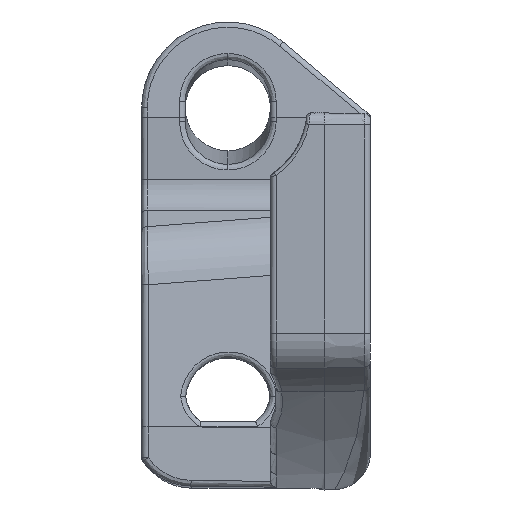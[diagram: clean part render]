
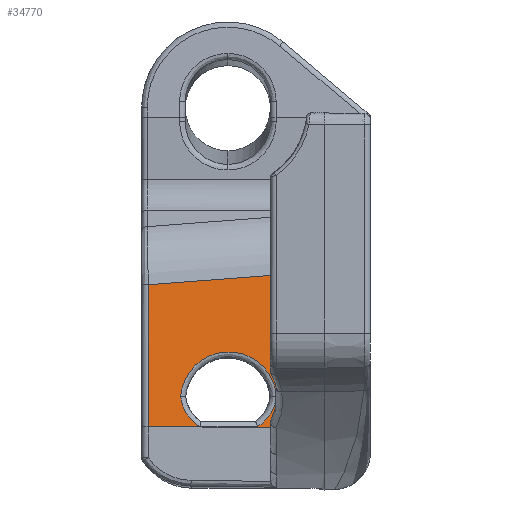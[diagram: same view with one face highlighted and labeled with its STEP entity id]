
A CAD part, left-side view. The second image highlights one B-rep face of the part: STEP entity #34770.
In plain terms, the highlighted planar face has unit normal (-0.989, -0.139, 0.052).
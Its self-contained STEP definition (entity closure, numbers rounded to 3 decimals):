
#2780=CARTESIAN_POINT('',(-19.21,-4.238,
-12.36));
#2781=CARTESIAN_POINT('',(-19.204,-4.227,
-12.223));
#2782=CARTESIAN_POINT('',(-19.195,-4.193,
-11.95));
#2783=CARTESIAN_POINT('',(-19.186,-4.101,
-11.545));
#2784=CARTESIAN_POINT('',(-19.184,-3.97,
-11.152));
#2785=CARTESIAN_POINT('',(-19.188,-3.8,
-10.774));
#2786=CARTESIAN_POINT('',(-19.198,-3.594,
-10.415));
#2787=CARTESIAN_POINT('',(-19.215,-3.354,
-10.077));
#2788=CARTESIAN_POINT('',(-19.237,-3.08,
-9.764));
#2789=CARTESIAN_POINT('',(-19.264,-2.777,
-9.48));
#2790=CARTESIAN_POINT('',(-19.298,-2.447,
-9.227));
#2791=CARTESIAN_POINT('',(-19.336,-2.092,
-9.008));
#2792=CARTESIAN_POINT('',(-19.379,-1.718,
-8.825));
#2793=CARTESIAN_POINT('',(-19.427,-1.326,
-8.68));
#2794=CARTESIAN_POINT('',(-19.478,-0.921,
-8.575));
#2795=CARTESIAN_POINT('',(-19.533,-0.507,
-8.51));
#2796=CARTESIAN_POINT('',(-19.591,-0.089,
-8.487));
#2797=CARTESIAN_POINT('',(-19.651,0.33,
-8.506));
#2798=CARTESIAN_POINT('',(-19.712,0.746,
-8.567));
#2799=CARTESIAN_POINT('',(-19.775,1.153,
-8.67));
#2800=CARTESIAN_POINT('',(-19.838,1.549,
-8.812));
#2801=CARTESIAN_POINT('',(-19.901,1.927,
-8.994));
#2802=CARTESIAN_POINT('',(-19.963,2.286,
-9.213));
#2803=CARTESIAN_POINT('',(-20.023,2.621,
-9.466));
#2804=CARTESIAN_POINT('',(-20.082,2.928,
-9.751));
#2805=CARTESIAN_POINT('',(-20.137,3.205,
-10.065));
#2806=CARTESIAN_POINT('',(-20.189,3.449,
-10.405));
#2807=CARTESIAN_POINT('',(-20.238,3.658,
-10.767));
#2808=CARTESIAN_POINT('',(-20.282,3.829,
-11.148));
#2809=CARTESIAN_POINT('',(-20.321,3.962,
-11.543));
#2810=CARTESIAN_POINT('',(-20.355,4.054,
-11.949));
#2811=CARTESIAN_POINT('',(-20.374,4.088,
-12.222));
#2812=CARTESIAN_POINT('',(-20.383,4.099,
-12.36));
#2871=DIRECTION('',(0.139,-0.99,0.));
#2872=VECTOR('',#2871,5.061);
#2873=CARTESIAN_POINT('',(-20.287,2.436,
-14.994));
#2874=LINE('',#2873,#2872);
#2878=CARTESIAN_POINT('',(-19.582,-2.575,
-14.994));
#2879=CARTESIAN_POINT('',(-19.566,-2.667,
-14.938));
#2880=CARTESIAN_POINT('',(-19.535,-2.844,
-14.819));
#2881=CARTESIAN_POINT('',(-19.489,-3.092,
-14.617));
#2882=CARTESIAN_POINT('',(-19.445,-3.321,
-14.393));
#2883=CARTESIAN_POINT('',(-19.404,-3.528,
-14.149));
#2884=CARTESIAN_POINT('',(-19.364,-3.711,
-13.888));
#2885=CARTESIAN_POINT('',(-19.327,-3.87,
-13.612));
#2886=CARTESIAN_POINT('',(-19.293,-4.003,
-13.323));
#2887=CARTESIAN_POINT('',(-19.262,-4.111,
-13.018));
#2888=CARTESIAN_POINT('',(-19.233,-4.193,
-12.692));
#2889=CARTESIAN_POINT('',(-19.217,-4.226,
-12.472));
#2890=CARTESIAN_POINT('',(-19.21,-4.238,
-12.36));
#2895=CARTESIAN_POINT('',(-20.383,4.099,
-12.36));
#2896=CARTESIAN_POINT('',(-20.387,4.088,
-12.466));
#2897=CARTESIAN_POINT('',(-20.394,4.057,
-12.675));
#2898=CARTESIAN_POINT('',(-20.399,3.982,
-12.985));
#2899=CARTESIAN_POINT('',(-20.401,3.879,
-13.286));
#2900=CARTESIAN_POINT('',(-20.398,3.749,
-13.577));
#2901=CARTESIAN_POINT('',(-20.39,3.593,
-13.855));
#2902=CARTESIAN_POINT('',(-20.379,3.412,
-14.118));
#2903=CARTESIAN_POINT('',(-20.363,3.208,
-14.364));
#2904=CARTESIAN_POINT('',(-20.342,2.976,
-14.597));
#2905=CARTESIAN_POINT('',(-20.317,2.717,
-14.811));
#2906=CARTESIAN_POINT('',(-20.298,2.532,
-14.936));
#2907=CARTESIAN_POINT('',(-20.287,2.436,
-14.994));
#2912=DIRECTION('',(0.052,0.,0.999));
#2913=VECTOR('',#2912,12.368);
#2914=CARTESIAN_POINT('',(-20.92,6.93,
-15.002));
#2915=LINE('',#2914,#2913);
#2919=DIRECTION('',(-0.143,0.987,-0.076));
#2920=VECTOR('',#2919,10.772);
#2921=CARTESIAN_POINT('',(-18.734,-3.7,-1.837));
#2922=LINE('',#2921,#2920);
#2926=DIRECTION('',(0.052,0.,0.999));
#2927=VECTOR('',#2926,8.43);
#2928=CARTESIAN_POINT('',(-19.175,-3.7,-10.256));
#2929=LINE('',#2928,#2927);
#2933=CARTESIAN_POINT('',(-19.175,-3.7,-10.256));
#2934=CARTESIAN_POINT('',(-19.165,-3.904,
-10.611));
#2935=CARTESIAN_POINT('',(-19.163,-4.18,
-11.32));
#2936=CARTESIAN_POINT('',(-19.201,-4.309,
-12.383));
#2937=CARTESIAN_POINT('',(-19.275,-4.178,
-13.444));
#2938=CARTESIAN_POINT('',(-19.351,-3.902,
-14.15));
#2939=CARTESIAN_POINT('',(-19.398,-3.7,-14.503));
#2944=DIRECTION('',(0.052,0.,0.999));
#2945=VECTOR('',#2944,0.539);
#2946=CARTESIAN_POINT('',(-19.426,-3.7,-15.041));
#2947=LINE('',#2946,#2945);
#2993=DIRECTION('',(-0.139,0.99,0.004));
#2994=VECTOR('',#2993,10.735);
#2995=CARTESIAN_POINT('',(-19.426,-3.7,-15.041));
#2996=LINE('',#2995,#2994);
#8222=CARTESIAN_POINT('',(-18.734,-3.7,-1.837));
#30289=VERTEX_POINT('',#2933);
#30290=VERTEX_POINT('',#2939);
#30778=VERTEX_POINT('',#8222);
#30780=CARTESIAN_POINT('',(-19.426,-3.7,-15.041));
#30781=VERTEX_POINT('',#30780);
#30786=CARTESIAN_POINT('',(-20.92,6.93,
-15.002));
#30787=CARTESIAN_POINT('',(-20.273,6.93,
-2.651));
#30788=VERTEX_POINT('',#30786);
#30789=VERTEX_POINT('',#30787);
#30806=CARTESIAN_POINT('',(-20.287,2.436,
-14.994));
#30807=CARTESIAN_POINT('',(-19.582,-2.575,
-14.994));
#30808=VERTEX_POINT('',#30806);
#30809=VERTEX_POINT('',#30807);
#30810=VERTEX_POINT('',#2890);
#30813=VERTEX_POINT('',#2895);
#34744=CARTESIAN_POINT('',(-20.163,7.5,0.977));
#34745=DIRECTION('',(0.989,0.139,-0.052));
#34746=DIRECTION('',(-0.052,0.,-0.999));
#34747=AXIS2_PLACEMENT_3D('',#34744,#34745,#34746);
#34748=PLANE('',#34747);
#34750=ORIENTED_EDGE('',*,*,#34749,.T.);
#34752=ORIENTED_EDGE('',*,*,#34751,.F.);
#34754=ORIENTED_EDGE('',*,*,#34753,.F.);
#34756=ORIENTED_EDGE('',*,*,#34755,.T.);
#34758=ORIENTED_EDGE('',*,*,#34757,.F.);
#34760=ORIENTED_EDGE('',*,*,#34759,.T.);
#34761=EDGE_LOOP('',(#34750,#34752,#34754,#34756,#34758,#34760));
#34762=FACE_OUTER_BOUND('',#34761,.F.);
#34763=ORIENTED_EDGE('',*,*,#34541,.T.);
#34765=ORIENTED_EDGE('',*,*,#34764,.T.);
#34766=ORIENTED_EDGE('',*,*,#34733,.T.);
#34767=ORIENTED_EDGE('',*,*,#34525,.T.);
#34768=EDGE_LOOP('',(#34763,#34765,#34766,#34767));
#34769=FACE_BOUND('',#34768,.F.);
#2813=B_SPLINE_CURVE_WITH_KNOTS('',3,(#2780,#2781,#2782,#2783,#2784,#2785,#2786,
#2787,#2788,#2789,#2790,#2791,#2792,#2793,#2794,#2795,#2796,#2797,#2798,#2799,
#2800,#2801,#2802,#2803,#2804,#2805,#2806,#2807,#2808,#2809,#2810,#2811,#2812),
.UNSPECIFIED.,.F.,.F.,(4,1,1,1,1,1,1,1,1,1,1,1,1,1,1,1,1,1,1,1,1,1,1,1,1,1,1,1,
1,1,4),(0.,0.033,0.067,0.1,0.133,
0.167,0.2,0.233,0.267,0.3,
0.333,0.367,0.4,0.433,0.467,
0.5,0.533,0.567,0.6,0.633,
0.667,0.7,0.733,0.767,0.8,
0.833,0.867,0.9,0.933,0.967,
1.),.UNSPECIFIED.);
#2891=B_SPLINE_CURVE_WITH_KNOTS('',3,(#2878,#2879,#2880,#2881,#2882,#2883,#2884,
#2885,#2886,#2887,#2888,#2889,#2890),.UNSPECIFIED.,.F.,.F.,(4,1,1,1,1,1,1,1,1,1,
4),(0.,0.1,0.2,0.3,0.4,0.5,0.6,0.7,0.8,0.9,1.),
.UNSPECIFIED.);
#2908=B_SPLINE_CURVE_WITH_KNOTS('',3,(#2895,#2896,#2897,#2898,#2899,#2900,#2901,
#2902,#2903,#2904,#2905,#2906,#2907),.UNSPECIFIED.,.F.,.F.,(4,1,1,1,1,1,1,1,1,1,
4),(0.,0.1,0.2,0.3,0.4,0.5,0.6,0.7,0.8,0.9,1.),
.UNSPECIFIED.);
#2940=B_SPLINE_CURVE_WITH_KNOTS('',3,(#2933,#2934,#2935,#2936,#2937,#2938,
#2939),.UNSPECIFIED.,.F.,.F.,(4,1,1,1,4),(0.,0.25,0.5,0.75,1.),
.UNSPECIFIED.);
#34525=EDGE_CURVE('',#30813,#30808,#2908,.T.);
#34541=EDGE_CURVE('',#30808,#30809,#2874,.T.);
#34733=EDGE_CURVE('',#30810,#30813,#2813,.T.);
#34749=EDGE_CURVE('',#30788,#30789,#2915,.T.);
#34751=EDGE_CURVE('',#30778,#30789,#2922,.T.);
#34753=EDGE_CURVE('',#30289,#30778,#2929,.T.);
#34755=EDGE_CURVE('',#30289,#30290,#2940,.T.);
#34757=EDGE_CURVE('',#30781,#30290,#2947,.T.);
#34759=EDGE_CURVE('',#30781,#30788,#2996,.T.);
#34764=EDGE_CURVE('',#30809,#30810,#2891,.T.);
#34770=ADVANCED_FACE('',(#34762,#34769),#34748,.F.);
